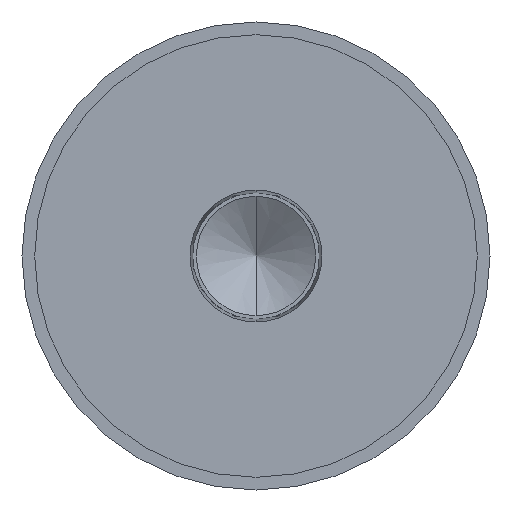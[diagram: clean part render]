
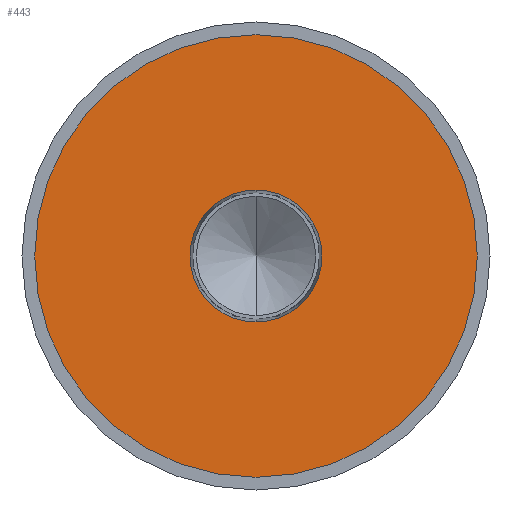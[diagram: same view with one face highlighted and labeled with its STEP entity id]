
A CAD part, front view. The second image highlights one B-rep face of the part: STEP entity #443.
In plain terms, the highlighted planar face has unit normal (0, -1, 0).
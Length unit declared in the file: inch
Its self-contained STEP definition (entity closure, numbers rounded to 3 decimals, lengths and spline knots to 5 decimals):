
#18 = VERTEX_POINT ( 'NONE', #54 ) ;
#27 = CIRCLE ( 'NONE', #296, 0.38921 ) ;
#33 = AXIS2_PLACEMENT_3D ( 'NONE', #321, #346, #315 ) ;
#48 = ORIENTED_EDGE ( 'NONE', *, *, #215, .T. ) ;
#54 = CARTESIAN_POINT ( 'NONE',  ( 0., 0., -1.305 ) ) ;
#70 = VERTEX_POINT ( 'NONE', #145 ) ;
#133 = DIRECTION ( 'NONE',  ( 0., 0., -1. ) ) ;
#134 = DIRECTION ( 'NONE',  ( 0., -1., 0. ) ) ;
#137 = CARTESIAN_POINT ( 'NONE',  ( 0., 0., 0. ) ) ;
#145 = CARTESIAN_POINT ( 'NONE',  ( 0., 0., 1.305 ) ) ;
#185 = EDGE_CURVE ( 'NONE', #482, #412, #616, .T. ) ;
#215 = EDGE_CURVE ( 'NONE', #18, #70, #418, .T. ) ;
#242 = ORIENTED_EDGE ( 'NONE', *, *, #185, .F. ) ;
#249 = CIRCLE ( 'NONE', #589, 1.305 ) ;
#251 = EDGE_LOOP ( 'NONE', ( #48, #383 ) ) ;
#286 = CARTESIAN_POINT ( 'NONE',  ( 0., 0., -0.38921 ) ) ;
#295 = DIRECTION ( 'NONE',  ( 0., 0., -1. ) ) ;
#296 = AXIS2_PLACEMENT_3D ( 'NONE', #299, #298, #295 ) ;
#298 = DIRECTION ( 'NONE',  ( 0., -1., 0. ) ) ;
#299 = CARTESIAN_POINT ( 'NONE',  ( 0., 0., 0. ) ) ;
#303 = AXIS2_PLACEMENT_3D ( 'NONE', #516, #515, #513 ) ;
#315 = DIRECTION ( 'NONE',  ( 0., 0., -1. ) ) ;
#318 = PLANE ( 'NONE',  #33 ) ;
#321 = CARTESIAN_POINT ( 'NONE',  ( 0., 0., 0. ) ) ;
#346 = DIRECTION ( 'NONE',  ( 0., -1., 0. ) ) ;
#378 = CARTESIAN_POINT ( 'NONE',  ( 0., 0., 0.38921 ) ) ;
#383 = ORIENTED_EDGE ( 'NONE', *, *, #594, .T. ) ;
#405 = EDGE_LOOP ( 'NONE', ( #242, #635 ) ) ;
#412 = VERTEX_POINT ( 'NONE', #378 ) ;
#418 = CIRCLE ( 'NONE', #303, 1.305 ) ;
#442 = FACE_OUTER_BOUND ( 'NONE', #251, .T. ) ;
#443 = ADVANCED_FACE ( 'NONE', ( #572, #442 ), #318, .T. ) ;
#444 = EDGE_CURVE ( 'NONE', #412, #482, #27, .T. ) ;
#450 = AXIS2_PLACEMENT_3D ( 'NONE', #549, #547, #545 ) ;
#482 = VERTEX_POINT ( 'NONE', #286 ) ;
#513 = DIRECTION ( 'NONE',  ( 0., 0., -1. ) ) ;
#515 = DIRECTION ( 'NONE',  ( 0., -1., 0. ) ) ;
#516 = CARTESIAN_POINT ( 'NONE',  ( 0., 0., 0. ) ) ;
#545 = DIRECTION ( 'NONE',  ( 0., 0., -1. ) ) ;
#547 = DIRECTION ( 'NONE',  ( 0., -1., 0. ) ) ;
#549 = CARTESIAN_POINT ( 'NONE',  ( 0., 0., 0. ) ) ;
#572 = FACE_BOUND ( 'NONE', #405, .T. ) ;
#589 = AXIS2_PLACEMENT_3D ( 'NONE', #137, #134, #133 ) ;
#594 = EDGE_CURVE ( 'NONE', #70, #18, #249, .T. ) ;
#616 = CIRCLE ( 'NONE', #450, 0.38921 ) ;
#635 = ORIENTED_EDGE ( 'NONE', *, *, #444, .F. ) ;
